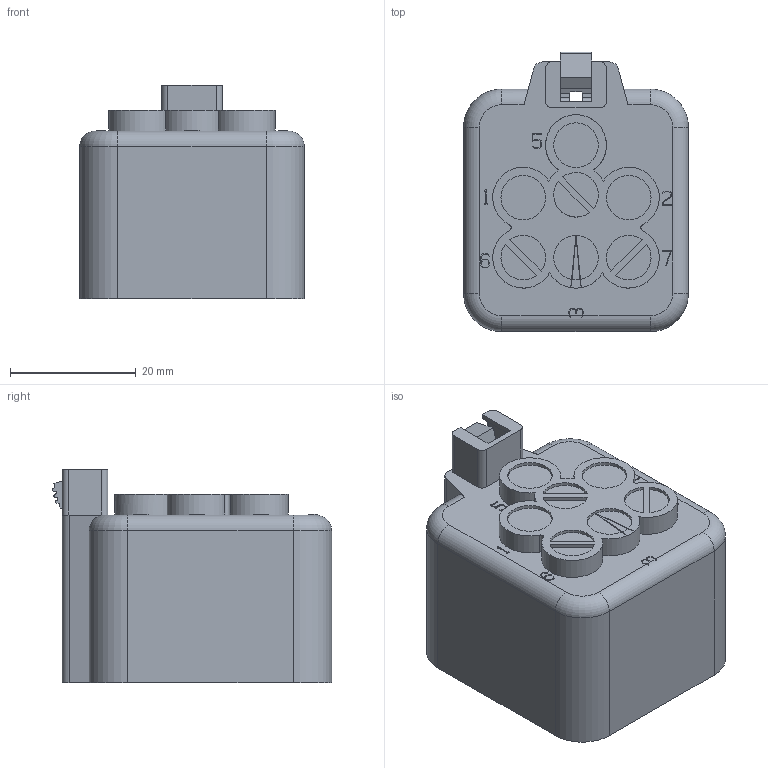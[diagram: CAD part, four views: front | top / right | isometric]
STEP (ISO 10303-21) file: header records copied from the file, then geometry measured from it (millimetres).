
FILE_DESCRIPTION(/* description */ (''),/* implementation_level */ '2;1');
FILE_NAME(/* name */ '33517259-STEP-3D.stp',/* time_stamp */ '2024-05-22T16:06:05+06:00',/* author */ (''),/* organization */ (''),/* preprocessor_version */ 'ST-DEVELOPER v16',/* originating_system */ 'SIEMENS PLM Software NX 11.0',/* authorisation */ '');
FILE_SCHEMA (('AUTOMOTIVE_DESIGN { 1 0 10303 214 3 1 1 1 }'));
Length unit declared in the file: millimetre
Products named in the file (1): cjzt5D1C147Cvkhs
Bounding box: 35.8 x 44.45 x 34 mm (x, y, z)
Volume: 28891.1 mm3; surface area: 14643.4 mm2
Topology: 1 solids, 1 shells, 565 faces, 1523 edges, 981 vertices
Faces by surface type: plane 435, cylinder 81, cone 33, torus 16
Full cylindrical faces by diameter (mm): 7.1 x4
Entity records: 17432 total; most frequent: CARTESIAN_POINT 3081, ORIENTED_EDGE 3038, DIRECTION 2858, EDGE_CURVE 1519, LINE 1306, VECTOR 1306, VERTEX_POINT 981, AXIS2_PLACEMENT_3D 776
